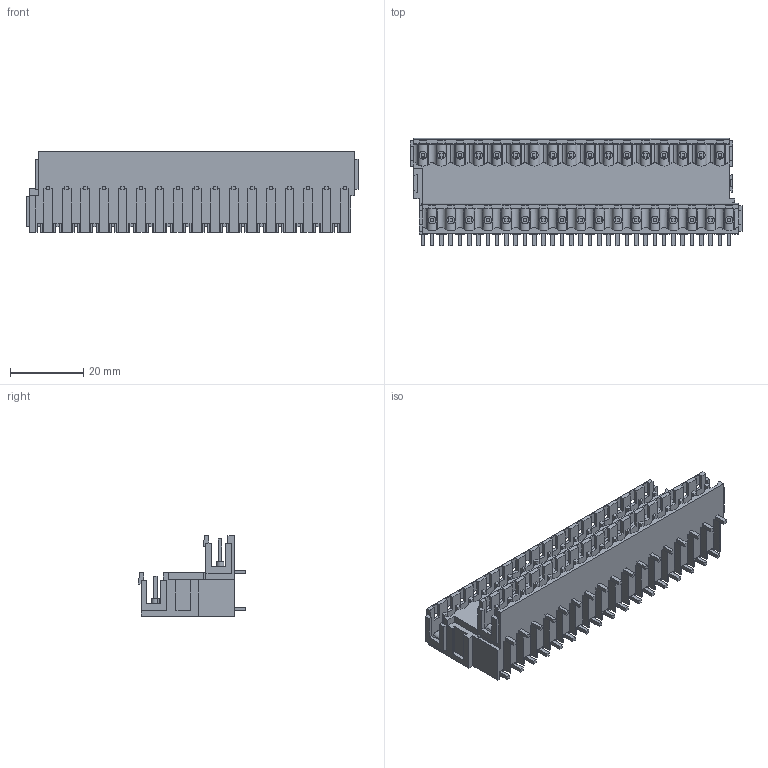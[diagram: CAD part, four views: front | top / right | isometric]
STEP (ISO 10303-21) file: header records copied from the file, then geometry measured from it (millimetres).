
FILE_DESCRIPTION(('CATIA V5 STEP Exchange','CAx-IF Rec.Pracs.--- Model Styling and Organization---1.2---2011-12-15'),'2;1');
FILE_NAME ('D1454987_0_1726430000_1726430000.stp','2017-09-26T13:17:06+00:00',('none'),('Weidmueller'),'CATIA Version 5-6 Release 2014','CATIA V5 STEP AP214','none');
FILE_SCHEMA(('AUTOMOTIVE_DESIGN { 1 0 10303 214 1 1 1 1 }'));
Length unit declared in the file: millimetre
Products named in the file (1): 1726430000
Bounding box: 90.86 x 29.41 x 22.16 mm (x, y, z)
Volume: 20263.3 mm3; surface area: 23302.4 mm2
Topology: 35 solids, 35 shells, 1292 faces, 4342 edges, 3020 vertices
Faces by surface type: plane 1073, cylinder 219
Entity records: 46655 total; most frequent: CARTESIAN_POINT 11387, ORIENTED_EDGE 8684, DIRECTION 5363, EDGE_CURVE 4342, VECTOR 3716, LINE 3716, VERTEX_POINT 3020, EDGE_LOOP 1362
